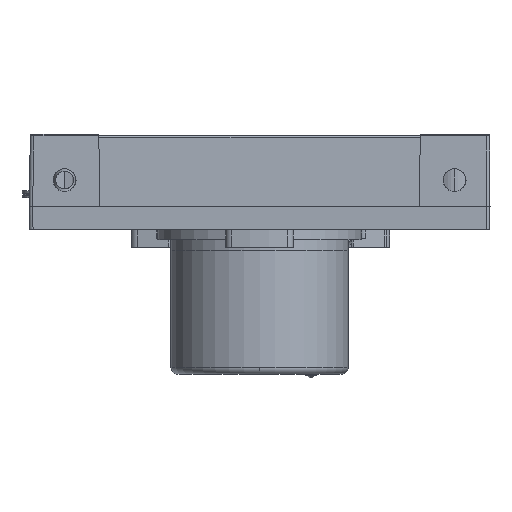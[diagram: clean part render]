
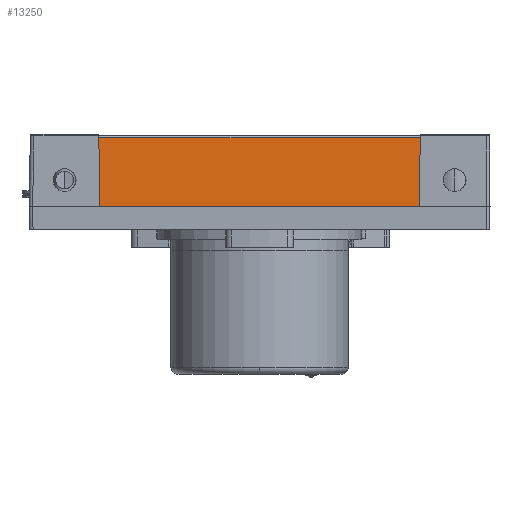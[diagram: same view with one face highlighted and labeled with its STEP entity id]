
A CAD part, left-side view. The second image highlights one B-rep face of the part: STEP entity #13250.
In plain terms, the highlighted planar face has unit normal (-1, 0, 0.018).
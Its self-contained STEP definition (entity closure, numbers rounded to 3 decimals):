
#89 = VECTOR ( 'NONE', #7459, 1000. ) ;
#733 = VERTEX_POINT ( 'NONE', #17501 ) ;
#915 = ORIENTED_EDGE ( 'NONE', *, *, #21912, .T. ) ;
#2258 = VECTOR ( 'NONE', #4615, 1000. ) ;
#2566 = CARTESIAN_POINT ( 'NONE',  ( -64.159, 45.349, -0.491 ) ) ;
#2644 = CARTESIAN_POINT ( 'NONE',  ( -64.514, 44.986, -20.785 ) ) ;
#2917 = CARTESIAN_POINT ( 'NONE',  ( -64.5, 0., -20. ) ) ;
#3295 = ORIENTED_EDGE ( 'NONE', *, *, #20966, .T. ) ;
#4108 = VERTEX_POINT ( 'NONE', #4480 ) ;
#4480 = CARTESIAN_POINT ( 'NONE',  ( -64.159, -45.341, -0.491 ) ) ;
#4615 = DIRECTION ( 'NONE',  ( 0., 1., 0. ) ) ;
#4659 = CARTESIAN_POINT ( 'NONE',  ( -64.5, -45., -20. ) ) ;
#4880 = LINE ( 'NONE', #16036, #89 ) ;
#4978 = ORIENTED_EDGE ( 'NONE', *, *, #12418, .T. ) ;
#5664 = CARTESIAN_POINT ( 'NONE',  ( -64.5, 0., -20. ) ) ;
#7459 = DIRECTION ( 'NONE',  ( 0.017, -0.017, 1. ) ) ;
#8443 = VECTOR ( 'NONE', #22439, 1000. ) ;
#9330 = LINE ( 'NONE', #2644, #8443 ) ;
#11554 = VERTEX_POINT ( 'NONE', #4659 ) ;
#12418 = EDGE_CURVE ( 'NONE', #4108, #733, #17454, .T. ) ;
#12750 = DIRECTION ( 'NONE',  ( -1., 0., 0.017 ) ) ;
#13250 = ADVANCED_FACE ( 'NONE', ( #20482 ), #23096, .T. ) ;
#13417 = AXIS2_PLACEMENT_3D ( 'NONE', #5664, #12750, #21780 ) ;
#13441 = VERTEX_POINT ( 'NONE', #22388 ) ;
#16036 = CARTESIAN_POINT ( 'NONE',  ( -64.514, -44.986, -20.785 ) ) ;
#17382 = EDGE_CURVE ( 'NONE', #13441, #11554, #19041, .T. ) ;
#17454 = LINE ( 'NONE', #2566, #2258 ) ;
#17501 = CARTESIAN_POINT ( 'NONE',  ( -64.159, 45.341, -0.491 ) ) ;
#17735 = EDGE_LOOP ( 'NONE', ( #3295, #4978, #915, #19773 ) ) ;
#19041 = LINE ( 'NONE', #2917, #21023 ) ;
#19773 = ORIENTED_EDGE ( 'NONE', *, *, #17382, .T. ) ;
#20482 = FACE_OUTER_BOUND ( 'NONE', #17735, .T. ) ;
#20659 = DIRECTION ( 'NONE',  ( 0., -1., 0. ) ) ;
#20966 = EDGE_CURVE ( 'NONE', #11554, #4108, #4880, .T. ) ;
#21023 = VECTOR ( 'NONE', #20659, 1000. ) ;
#21780 = DIRECTION ( 'NONE',  ( 0.017, 0., 1. ) ) ;
#21912 = EDGE_CURVE ( 'NONE', #733, #13441, #9330, .T. ) ;
#22388 = CARTESIAN_POINT ( 'NONE',  ( -64.5, 45., -20. ) ) ;
#22439 = DIRECTION ( 'NONE',  ( -0.017, -0.017, -1. ) ) ;
#23096 = PLANE ( 'NONE',  #13417 ) ;
